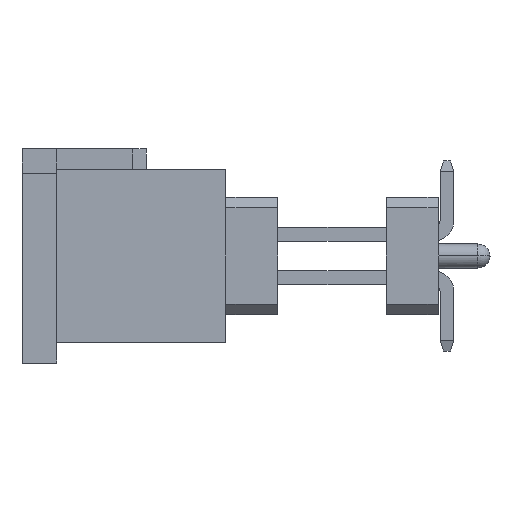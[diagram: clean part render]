
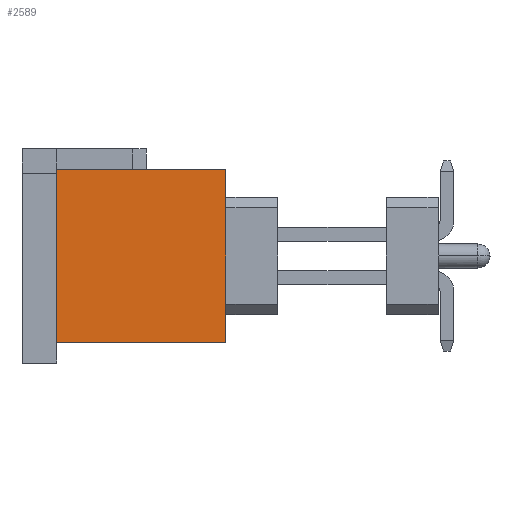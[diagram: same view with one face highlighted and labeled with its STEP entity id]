
A CAD part, left-side view. The second image highlights one B-rep face of the part: STEP entity #2589.
In plain terms, the highlighted planar face has unit normal (-1, 0, 0).
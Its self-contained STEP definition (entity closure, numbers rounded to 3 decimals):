
#653=CARTESIAN_POINT('',(0.,0.,-127.));
#654=VERTEX_POINT('',#653);
#661=CARTESIAN_POINT('',(0.,124.46,-127.));
#662=VERTEX_POINT('',#661);
#663=CARTESIAN_POINT('',(0.,0.,-127.));
#664=DIRECTION('',(0.,1.,0.));
#665=VECTOR('',#664,124.46);
#666=LINE('',#663,#665);
#667=EDGE_CURVE('',#654,#662,#666,.T.);
#2559=CARTESIAN_POINT('',(0.,62.23,-63.5));
#2560=DIRECTION('',(0.,0.,1.));
#2561=DIRECTION('',(-1.,0.,0.));
#2562=AXIS2_PLACEMENT_3D('',#2559,#2561,#2560);
#2563=PLANE('',#2562);
#2564=CARTESIAN_POINT('',(0.,0.,0.));
#2565=VERTEX_POINT('',#2564);
#2566=CARTESIAN_POINT('',(0.,0.,0.));
#2567=DIRECTION('',(0.,0.,-1.));
#2568=VECTOR('',#2567,127.);
#2569=LINE('',#2566,#2568);
#2570=EDGE_CURVE('',#2565,#654,#2569,.T.);
#2571=ORIENTED_EDGE('',*,*,#2570,.F.);
#2572=CARTESIAN_POINT('',(0.,124.46,0.));
#2573=VERTEX_POINT('',#2572);
#2574=CARTESIAN_POINT('',(0.,0.,0.));
#2575=DIRECTION('',(0.,1.,0.));
#2576=VECTOR('',#2575,124.46);
#2577=LINE('',#2574,#2576);
#2578=EDGE_CURVE('',#2565,#2573,#2577,.T.);
#2579=ORIENTED_EDGE('',*,*,#2578,.T.);
#2580=CARTESIAN_POINT('',(0.,124.46,0.));
#2581=DIRECTION('',(0.,0.,-1.));
#2582=VECTOR('',#2581,127.);
#2583=LINE('',#2580,#2582);
#2584=EDGE_CURVE('',#2573,#662,#2583,.T.);
#2585=ORIENTED_EDGE('',*,*,#2584,.T.);
#2586=ORIENTED_EDGE('',*,*,#667,.F.);
#2587=EDGE_LOOP('',(#2571,#2579,#2585,#2586));
#2588=FACE_OUTER_BOUND('',#2587,.T.);
#2589=ADVANCED_FACE('',(#2588),#2563,.T.);
